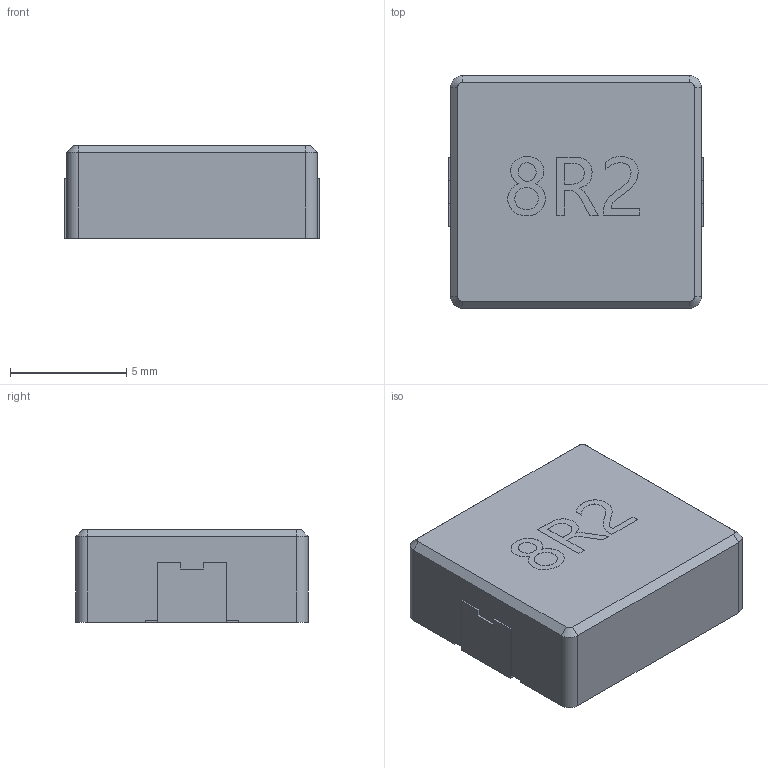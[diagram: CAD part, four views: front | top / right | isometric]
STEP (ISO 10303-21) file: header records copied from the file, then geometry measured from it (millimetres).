
FILE_DESCRIPTION (( 'STEP AP214' ), '1' );
FILE_NAME ('IND-SMD_L11.0-W10.0-H4.0.step', '2022-07-08T23:28:54', ( '' ), ( '' ), 'SwSTEP 2.0', 'SolidWorks 2020', '' );
FILE_SCHEMA (( 'AUTOMOTIVE_DESIGN' ));
Length unit declared in the file: millimetre
Products named in the file (1): IND-SMD_L11.0-W10.0-H4.0
Bounding box: 11 x 10 x 4.01 mm (x, y, z)
Volume: 430.2 mm3; surface area: 429.5 mm2
Topology: 3 solids, 3 shells, 386 faces, 1036 edges, 688 vertices
Faces by surface type: plane 236, bspline 142, cylinder 4, cone 4
Entity records: 19222 total; most frequent: CARTESIAN_POINT 6229, ORIENTED_EDGE 2072, DIRECTION 1250, EDGE_CURVE 1036, LINE 736, VECTOR 736, VERTEX_POINT 688, EDGE_LOOP 418
